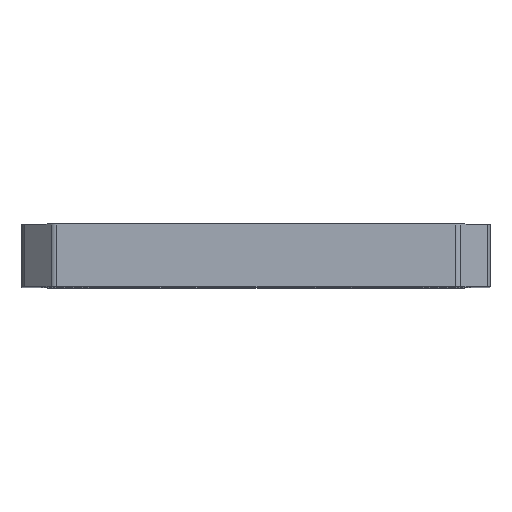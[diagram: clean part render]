
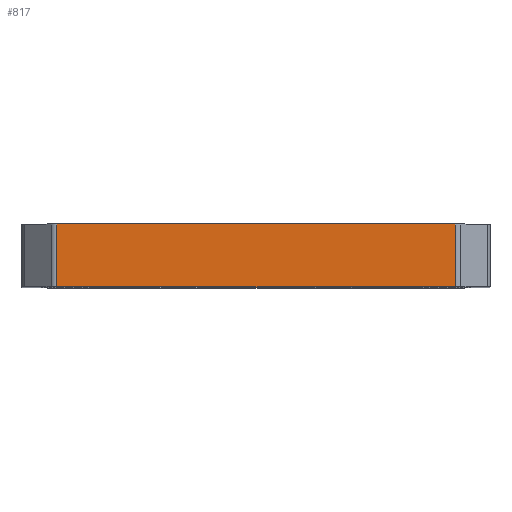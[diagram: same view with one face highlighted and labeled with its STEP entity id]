
A CAD part, top view. The second image highlights one B-rep face of the part: STEP entity #817.
In plain terms, the highlighted planar face has unit normal (0, 0, 1).
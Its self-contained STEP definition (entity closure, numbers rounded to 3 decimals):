
#42=PLANE('',#919);
#68=FACE_OUTER_BOUND('',#131,.T.);
#131=EDGE_LOOP('',(#668,#669,#670,#671));
#168=LINE('',#1240,#239);
#188=LINE('',#1318,#259);
#204=LINE('',#1381,#275);
#205=LINE('',#1383,#276);
#239=VECTOR('',#988,10.);
#259=VECTOR('',#1056,10.);
#275=VECTOR('',#1114,10.);
#276=VECTOR('',#1117,10.);
#365=VERTEX_POINT('',#1237);
#366=VERTEX_POINT('',#1239);
#399=VERTEX_POINT('',#1315);
#400=VERTEX_POINT('',#1317);
#447=EDGE_CURVE('',#366,#365,#168,.T.);
#486=EDGE_CURVE('',#400,#399,#188,.T.);
#519=EDGE_CURVE('',#400,#365,#204,.T.);
#520=EDGE_CURVE('',#366,#399,#205,.T.);
#668=ORIENTED_EDGE('',*,*,#519,.F.);
#669=ORIENTED_EDGE('',*,*,#486,.T.);
#670=ORIENTED_EDGE('',*,*,#520,.F.);
#671=ORIENTED_EDGE('',*,*,#447,.T.);
#817=ADVANCED_FACE('',(#68),#42,.T.);
#919=AXIS2_PLACEMENT_3D('',#1382,#1115,#1116);
#988=DIRECTION('',(1.,0.,0.));
#1056=DIRECTION('',(-1.,0.,0.));
#1114=DIRECTION('',(0.,-1.,0.));
#1115=DIRECTION('center_axis',(0.,0.,1.));
#1116=DIRECTION('ref_axis',(-1.,0.,0.));
#1117=DIRECTION('',(0.,1.,0.));
#1237=CARTESIAN_POINT('',(225.336,34.1,123.7));
#1239=CARTESIAN_POINT('',(174.664,34.1,123.7));
#1240=CARTESIAN_POINT('',(200.,34.1,123.7));
#1315=CARTESIAN_POINT('',(174.664,42.1,123.7));
#1317=CARTESIAN_POINT('',(225.336,42.1,123.7));
#1318=CARTESIAN_POINT('',(200.,42.1,123.7));
#1381=CARTESIAN_POINT('',(225.336,42.1,123.7));
#1382=CARTESIAN_POINT('Origin',(200.,42.1,123.7));
#1383=CARTESIAN_POINT('',(174.664,42.1,123.7));
